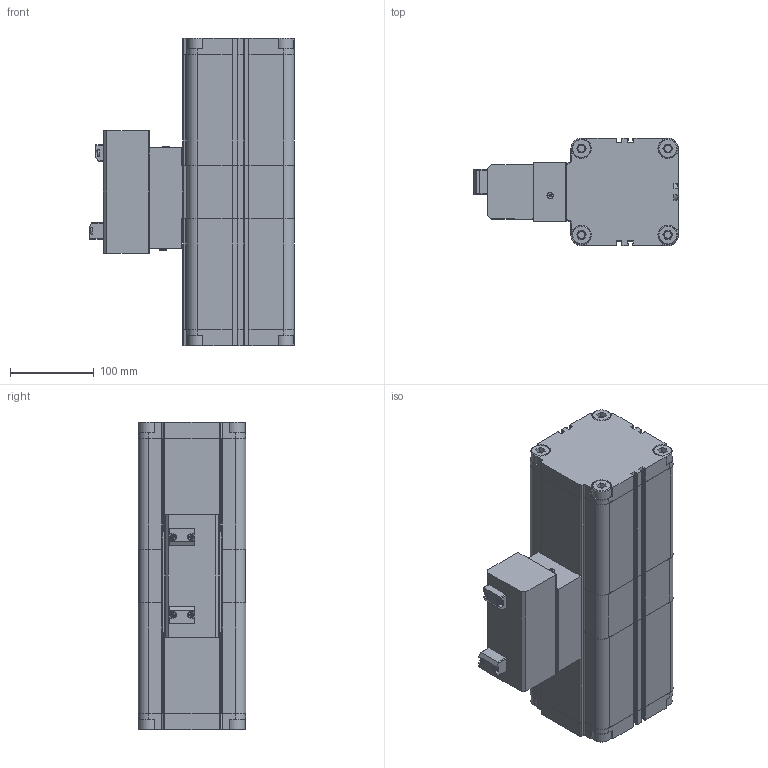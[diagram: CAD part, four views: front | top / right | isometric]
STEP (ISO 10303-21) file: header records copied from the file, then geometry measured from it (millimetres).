
FILE_DESCRIPTION(/* description */ ('STEP AP214'),/* implementation_level */ '2;1');
FILE_NAME(/* name */ '549398_DPA-100-D',/* time_stamp */ '2024-08-20T18:54:24+02:00',/* author */ ('License CC BY-ND 4.0'),/* organization */ ('CADENAS'),/* preprocessor_version */ 'ST-DEVELOPER v19.3',/* originating_system */ 'PARTsolutions',/* authorisation */ ' ');
FILE_SCHEMA (('FEATURE_BASED_PROCESS_PLANNING','AUTOMOTIVE_DESIGN {1 0 10303 214 3 1 1}'));
Length unit declared in the file: millimetre
Products named in the file (5): 549398 DPA-100-D; 549398 DPA-100-D-m; 549398 DPA-100-D-cyl; 682367 DPA-100-D 100_ap; 683048 DPA-100-D 100_pv
Assembly tree (5 placements, depth 2):
  549398 DPA-100-D
    549398 DPA-100-D-m
    549398 DPA-100-D-cyl  x2
    682367 DPA-100-D 100_ap
    683048 DPA-100-D 100_pv
Bounding box: 243.9 x 128 x 367 mm (x, y, z)
Volume: 6802788.7 mm3; surface area: 417163.3 mm2
Topology: 5 solids, 5 shells, 929 faces, 2499 edges, 1626 vertices
Faces by surface type: plane 553, cylinder 315, cone 61
Full cylindrical faces by diameter (mm): 2.459 x2, 4.134 x2, 6.647 x4, 7 x2, 7.7 x3, 8 x4, 8.376 x8, 8.566 x2, 15 x2, 18.631 x3, 23 x8, 27 x1
Entity records: 21046 total; most frequent: CARTESIAN_POINT 3819, DIRECTION 3577, ORIENTED_EDGE 3482, EDGE_CURVE 1741, AXIS2_PLACEMENT_3D 1200, VERTEX_POINT 1183, LINE 1177, VECTOR 1177
